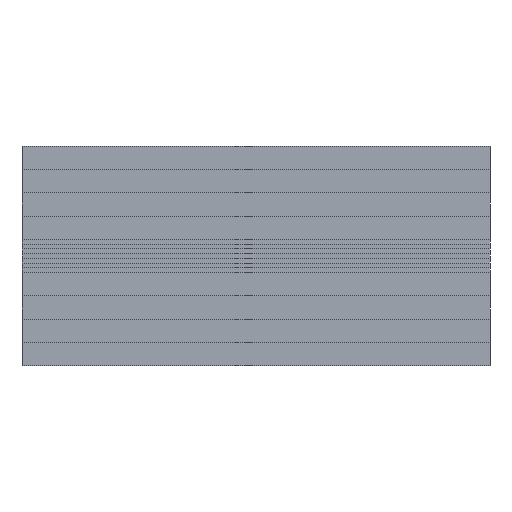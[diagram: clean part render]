
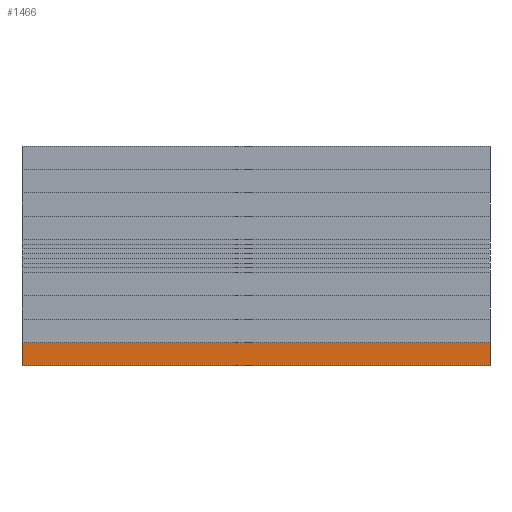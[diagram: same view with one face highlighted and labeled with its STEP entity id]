
A CAD part, front view. The second image highlights one B-rep face of the part: STEP entity #1466.
In plain terms, the highlighted planar face has unit normal (0, -1, 0).
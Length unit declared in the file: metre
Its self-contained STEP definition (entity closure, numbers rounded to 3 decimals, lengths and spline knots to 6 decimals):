
#248=ORIENTED_EDGE('',*,*,#532,.F.);
#249=ORIENTED_EDGE('',*,*,#535,.T.);
#250=ORIENTED_EDGE('',*,*,#536,.T.);
#251=ORIENTED_EDGE('',*,*,#529,.F.);
#529=EDGE_CURVE('',#689,#690,#849,.T.);
#532=EDGE_CURVE('',#692,#689,#852,.T.);
#535=EDGE_CURVE('',#692,#694,#855,.T.);
#536=EDGE_CURVE('',#694,#690,#856,.T.);
#689=VERTEX_POINT('',#2308);
#690=VERTEX_POINT('',#2310);
#692=VERTEX_POINT('',#2316);
#694=VERTEX_POINT('',#2322);
#849=LINE('',#2309,#1041);
#852=LINE('',#2315,#1044);
#855=LINE('',#2321,#1047);
#856=LINE('',#2323,#1048);
#1041=VECTOR('',#1888,1.);
#1044=VECTOR('',#1893,1.);
#1047=VECTOR('',#1898,1.);
#1048=VECTOR('',#1899,1.);
#1184=EDGE_LOOP('',(#248,#249,#250,#251));
#1278=FACE_BOUND('',#1184,.T.);
#1372=PLANE('',#1628);
#1466=ADVANCED_FACE('',(#1278),#1372,.F.);
#1628=AXIS2_PLACEMENT_3D('',#2320,#1896,#1897);
#1888=DIRECTION('',(1.,0.,0.));
#1893=DIRECTION('',(0.,0.,1.));
#1896=DIRECTION('',(0.,1.,0.));
#1897=DIRECTION('',(0.,0.,1.));
#1898=DIRECTION('',(1.,0.,0.));
#1899=DIRECTION('',(0.,0.,1.));
#2308=CARTESIAN_POINT('',(0.,0.00025,-0.0017));
#2309=CARTESIAN_POINT('',(0.005,0.00025,-0.0017));
#2310=CARTESIAN_POINT('',(0.01,0.00025,-0.0017));
#2315=CARTESIAN_POINT('',(0.,0.00025,-0.00195));
#2316=CARTESIAN_POINT('',(0.,0.00025,-0.0022));
#2320=CARTESIAN_POINT('',(0.,0.00025,-0.0022));
#2321=CARTESIAN_POINT('',(0.005,0.00025,-0.0022));
#2322=CARTESIAN_POINT('',(0.01,0.00025,-0.0022));
#2323=CARTESIAN_POINT('',(0.01,0.00025,-0.00195));
